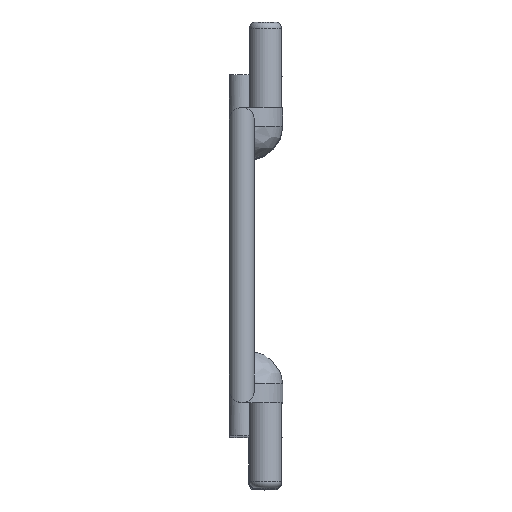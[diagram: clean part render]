
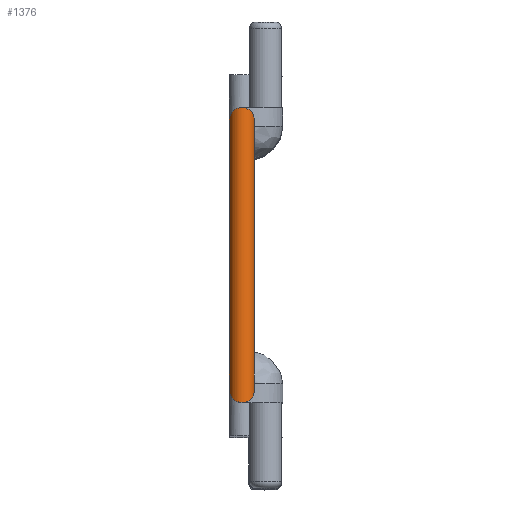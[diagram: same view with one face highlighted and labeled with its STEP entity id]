
A CAD part, top view. The second image highlights one B-rep face of the part: STEP entity #1376.
In plain terms, the highlighted cylindrical face has radius 1.9 mm (diameter 3.8 mm), a partial arc.
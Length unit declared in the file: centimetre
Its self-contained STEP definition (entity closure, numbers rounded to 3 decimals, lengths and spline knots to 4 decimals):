
#125=LINE($,#2683,#223);
#130=LINE($,#2693,#228);
#223=VECTOR($,#1918,4.11);
#228=VECTOR($,#1933,4.11);
#229=ELLIPSE($,#1417,0.2687,0.19);
#236=ELLIPSE($,#1524,0.2687,0.19);
#298=CYLINDRICAL_SURFACE($,#1531,0.19);
#402=FACE_OUTER_BOUND($,#506,.T.);
#506=EDGE_LOOP($,(#1285,#1286,#1287,#1288));
#597=VERTEX_POINT($,#1992);
#598=VERTEX_POINT($,#1993);
#711=VERTEX_POINT($,#2676);
#712=VERTEX_POINT($,#2679);
#731=EDGE_CURVE($,#597,#598,#229,.F.);
#897=EDGE_CURVE($,#712,#711,#236,.F.);
#898=EDGE_CURVE($,#598,#711,#125,.T.);
#904=EDGE_CURVE($,#712,#597,#130,.T.);
#1285=ORIENTED_EDGE($,*,*,#898,.T.);
#1286=ORIENTED_EDGE($,*,*,#897,.F.);
#1287=ORIENTED_EDGE($,*,*,#904,.T.);
#1288=ORIENTED_EDGE($,*,*,#731,.T.);
#1376=ADVANCED_FACE($,(#402),#298,.T.);
#1417=AXIS2_PLACEMENT_3D($,#1994,#1608,#1609);
#1524=AXIS2_PLACEMENT_3D($,#2681,#1914,#1915);
#1531=AXIS2_PLACEMENT_3D($,#2694,#1934,#1935);
#1608=DIRECTION('center_axis',(0.,0.707,-0.707));
#1609=DIRECTION('ref_axis',(0.,0.707,0.707));
#1914=DIRECTION('center_axis',(0.,0.707,0.707));
#1915=DIRECTION('ref_axis',(0.,-0.707,0.707));
#1918=DIRECTION($,(0.,-1.,0.));
#1933=DIRECTION($,(0.,1.,0.));
#1934=DIRECTION('center_axis',(0.,1.,0.));
#1935=DIRECTION('ref_axis',(0.707,0.,0.707));
#1992=CARTESIAN_POINT('',(-12.9004,11.5508,15.6921));
#1993=CARTESIAN_POINT('',(-13.2804,11.5508,15.6921));
#1994=CARTESIAN_POINT('Origin',(-13.0904,11.5508,15.6921));
#2676=CARTESIAN_POINT('',(-13.2804,7.4408,15.6921));
#2679=CARTESIAN_POINT('',(-12.9004,7.4408,15.6921));
#2681=CARTESIAN_POINT('Origin',(-13.0904,7.4408,15.6921));
#2683=CARTESIAN_POINT($,(-13.2804,9.4947,15.6921));
#2693=CARTESIAN_POINT($,(-12.9004,9.4947,15.6921));
#2694=CARTESIAN_POINT('Origin',(-13.0904,9.4947,15.6921));
